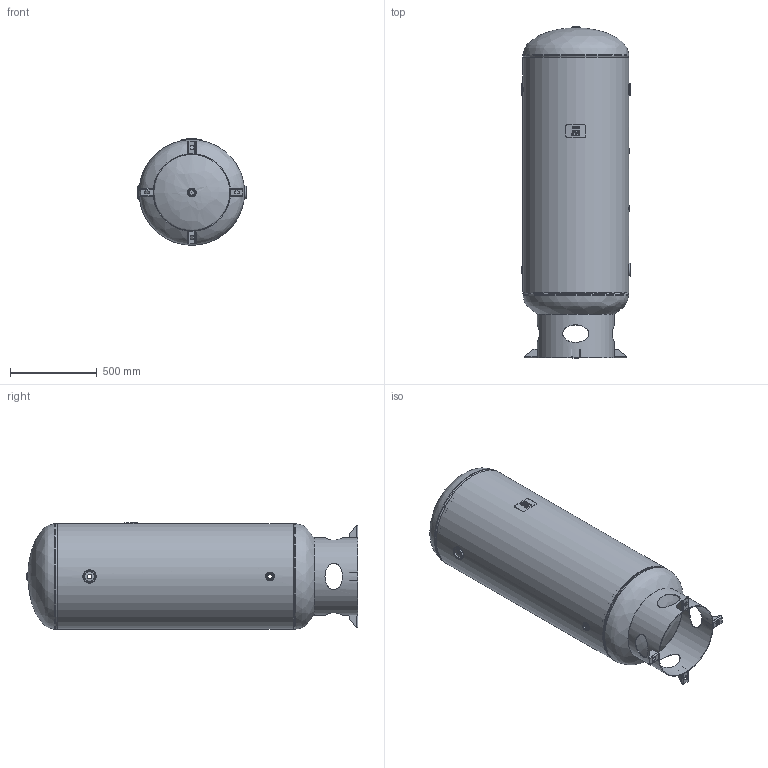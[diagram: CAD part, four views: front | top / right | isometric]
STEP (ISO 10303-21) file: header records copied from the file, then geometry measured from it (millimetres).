
FILE_DESCRIPTION(/* description */ ('FIRST LINE DESCRIPTION'),/* implementation_level */ '2;1');
FILE_NAME(/* name */ 'A10049-300.stp',/* time_stamp */ '2018-10-18T09:05:18-04:00',/* author */ ('Matt.Gilbert'),/* organization */ ('STEEL FAB IF WE MAKE IT, VENDOR IF WE DON''T'),/* preprocessor_version */ 'ST-DEVELOPER v16.5',/* originating_system */ 'Autodesk Inventor 2017',/* authorisation */ 'CHECKERS BOSS');
FILE_SCHEMA (('AUTOMOTIVE_DESIGN { 1 0 10303 214 3 1 1 }'));
Length unit declared in the file: inch
Products named in the file (12): A10049-300; H24224J; A10049-300-SL; F101501; F101000; F100500; F100250; S102230; S100062; S101519-P; A10049-300-NP; F102001
Assembly tree (18 placements, depth 3):
  A10049-300
    H24224J  x2
    A10049-300-SL
    F102001  x2
    F101000  x3
    F101501
    F100500
    F100250
    S102230
      S100062
      S101519-P  x4
    A10049-300-NP
Bounding box: 633.47 x 1915.72 x 615.26 mm (x, y, z)
Volume: 23167920.9 mm3; surface area: 7821780 mm2
Topology: 17 solids, 17 shells, 414 faces, 1027 edges, 674 vertices
Faces by surface type: plane 192, cylinder 97, bspline 73, torus 38, cone 14
Full cylindrical faces by diameter (mm): 11.455 x1, 18.644 x1, 19.05 x1, 25.4 x3, 26.987 x1, 30.302 x3, 39.688 x6, 44.856 x1, 50.8 x4, 56.667 x2, 57.15 x1, 57.547 x1, 66.675 x2, 68.263 x1, 76.2 x2, 438.937 x1, 445.77 x1, 586.232 x2, 596.961 x1, 597.662 x2, 598.17 x2, 609.6 x2, 609.661 x1
Entity records: 21617 total; most frequent: CARTESIAN_POINT 14468, ORIENTED_EDGE 1376, DIRECTION 1341, EDGE_CURVE 688, AXIS2_PLACEMENT_3D 520, VERTEX_POINT 489, EDGE_LOOP 405, LINE 301
